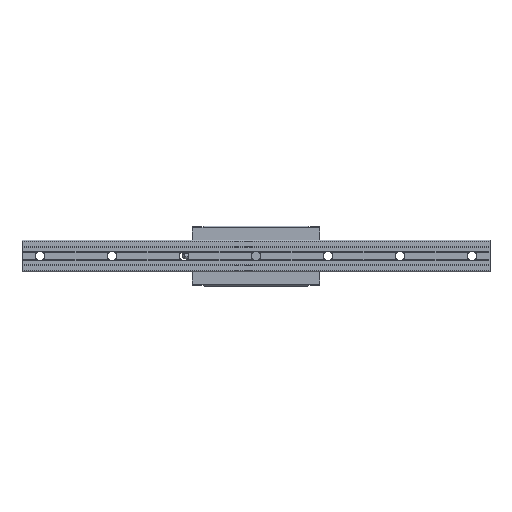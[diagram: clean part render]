
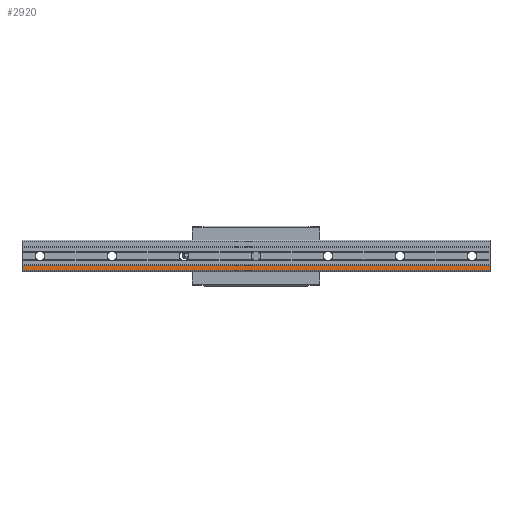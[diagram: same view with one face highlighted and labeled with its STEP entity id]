
A CAD part, front view. The second image highlights one B-rep face of the part: STEP entity #2920.
In plain terms, the highlighted planar face has unit normal (0, -1, 0).
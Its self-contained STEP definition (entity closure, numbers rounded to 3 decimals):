
#2352 = EDGE_CURVE( '', #3638, #3102, #5514, .T. );
#2920 = ADVANCED_FACE( '', ( #6120 ), #6121, .T. );
#3070 = EDGE_CURVE( '', #3618, #3102, #6282, .T. );
#3102 = VERTEX_POINT( '', #6315 );
#3618 = VERTEX_POINT( '', #6875 );
#3638 = VERTEX_POINT( '', #6898 );
#3810 = EDGE_CURVE( '', #4570, #3618, #7092, .T. );
#4042 = EDGE_CURVE( '', #3638, #4570, #7347, .T. );
#4570 = VERTEX_POINT( '', #7940 );
#5514 = LINE( '', #9434, #9435 );
#6120 = FACE_OUTER_BOUND( '', #10336, .T. );
#6121 = PLANE( '', #10337 );
#6282 = LINE( '', #10569, #10570 );
#6315 = CARTESIAN_POINT( '', ( 750., 0., -15.5 ) );
#6875 = CARTESIAN_POINT( '', ( 750., 0., -24.5 ) );
#6898 = CARTESIAN_POINT( '', ( -30., 0., -15.5 ) );
#7092 = LINE( '', #11813, #11814 );
#7347 = LINE( '', #12235, #12236 );
#7940 = CARTESIAN_POINT( '', ( -30., 0., -24.5 ) );
#9434 = CARTESIAN_POINT( '', ( -30., 0., -15.5 ) );
#9435 = VECTOR( '', #14371, 1. );
#10336 = EDGE_LOOP( '', ( #15010, #15011, #15012, #15013 ) );
#10337 = AXIS2_PLACEMENT_3D( '', #15014, #15015, #15016 );
#10569 = CARTESIAN_POINT( '', ( 750., 0., -15.5 ) );
#10570 = VECTOR( '', #15180, 1. );
#11813 = CARTESIAN_POINT( '', ( -30., 0., -24.5 ) );
#11814 = VECTOR( '', #16086, 1. );
#12235 = CARTESIAN_POINT( '', ( -30., 0., -15.5 ) );
#12236 = VECTOR( '', #16386, 1. );
#14371 = DIRECTION( '', ( 1., 0., 0. ) );
#15010 = ORIENTED_EDGE( '', *, *, #3070, .T. );
#15011 = ORIENTED_EDGE( '', *, *, #2352, .F. );
#15012 = ORIENTED_EDGE( '', *, *, #4042, .T. );
#15013 = ORIENTED_EDGE( '', *, *, #3810, .T. );
#15014 = CARTESIAN_POINT( '', ( -30., 0., -24.5 ) );
#15015 = DIRECTION( '', ( 0., -1., 0. ) );
#15016 = DIRECTION( '', ( 0., 0., -1. ) );
#15180 = DIRECTION( '', ( 0., 0., 1. ) );
#16086 = DIRECTION( '', ( 1., 0., 0. ) );
#16386 = DIRECTION( '', ( 0., 0., -1. ) );
